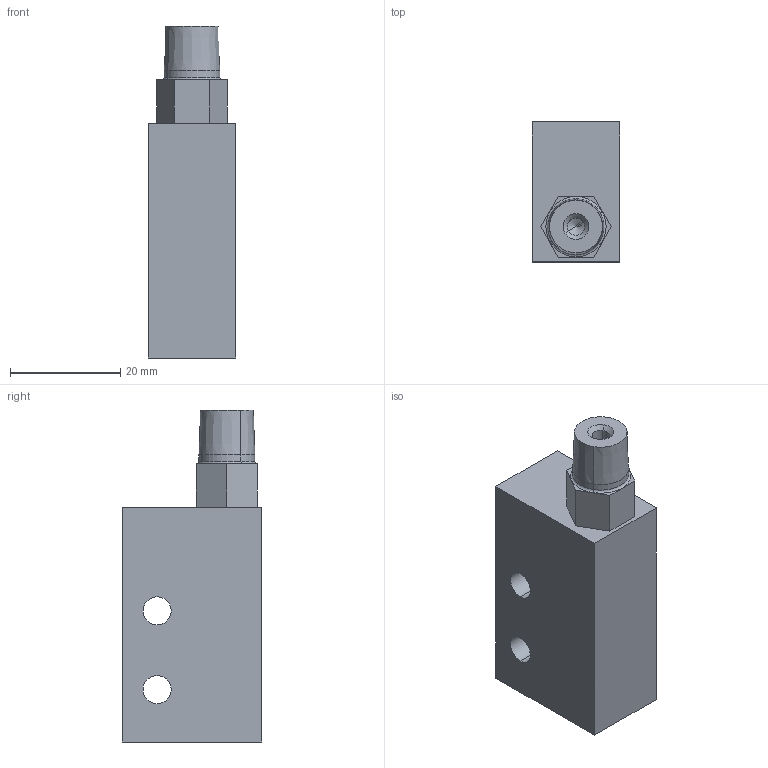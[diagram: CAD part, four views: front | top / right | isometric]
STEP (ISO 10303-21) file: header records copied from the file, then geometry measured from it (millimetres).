
FILE_DESCRIPTION (( 'STEP AP214' ), '1' );
FILE_NAME ('AVR062H.STEP', '2009-01-14T20:11:51', ( 'Valued Customer' ), ( 'Air-Vac Engineering' ), 'SwSTEP 2.0', 'SolidWorks 2008', '' );
FILE_SCHEMA (( 'AUTOMOTIVE_DESIGN' ));
Length unit declared in the file: inch
Products named in the file (1): AVR062H
Bounding box: 15.88 x 25.4 x 60.35 mm (x, y, z)
Volume: 15928.8 mm3; surface area: 7149.1 mm2
Topology: 2 solids, 2 shells, 58 faces, 130 edges, 78 vertices
Faces by surface type: cylinder 22, plane 18, cone 16, torus 2
Entity records: 2388 total; most frequent: DIRECTION 302, CARTESIAN_POINT 263, ORIENTED_EDGE 252, EDGE_CURVE 126, AXIS2_PLACEMENT_3D 117, VERTEX_POINT 78, EDGE_LOOP 70, VECTOR 68
